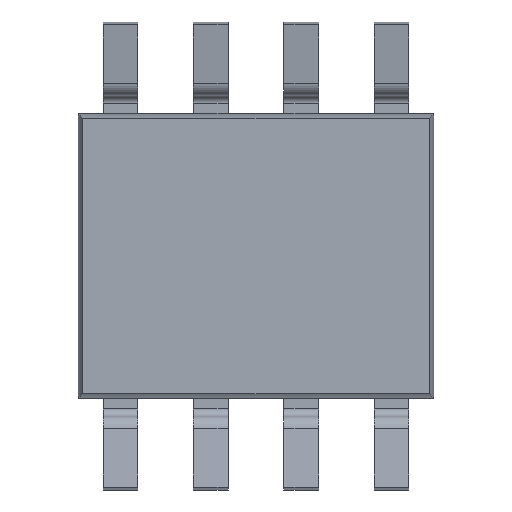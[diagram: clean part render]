
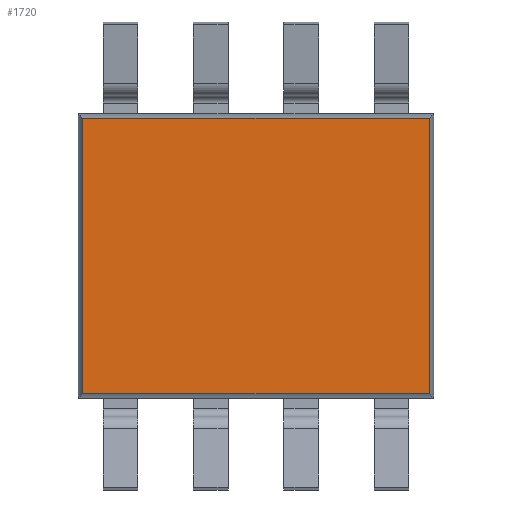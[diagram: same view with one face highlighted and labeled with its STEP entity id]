
A CAD part, front view. The second image highlights one B-rep face of the part: STEP entity #1720.
In plain terms, the highlighted planar face has unit normal (0, -1, 0).
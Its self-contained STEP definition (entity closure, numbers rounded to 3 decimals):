
#142 = EDGE_CURVE ( 'NONE', #4147, #5883, #9300, .T. ) ;
#272 = DIRECTION ( 'NONE',  ( 0., 1., 0. ) ) ;
#559 = CARTESIAN_POINT ( 'NONE',  ( 2.436, 0., -1.936 ) ) ;
#805 = LINE ( 'NONE', #3691, #6073 ) ;
#853 = EDGE_LOOP ( 'NONE', ( #3231, #3576, #3803, #3949 ) ) ;
#1720 = ADVANCED_FACE ( 'NONE', ( #8997 ), #3868, .F. ) ;
#1736 = CARTESIAN_POINT ( 'NONE',  ( 0., 0., 0. ) ) ;
#1871 = CARTESIAN_POINT ( 'NONE',  ( 2.436, 0., 59.45 ) ) ;
#1990 = CARTESIAN_POINT ( 'NONE',  ( 58.95, 0., -1.936 ) ) ;
#2296 = EDGE_CURVE ( 'NONE', #4946, #5883, #8324, .T. ) ;
#2590 = CARTESIAN_POINT ( 'NONE',  ( -2.436, 0., 59.45 ) ) ;
#2663 = VECTOR ( 'NONE', #2844, 1000. ) ;
#2844 = DIRECTION ( 'NONE',  ( 1., 0., 0. ) ) ;
#3001 = VERTEX_POINT ( 'NONE', #3840 ) ;
#3231 = ORIENTED_EDGE ( 'NONE', *, *, #2296, .F. ) ;
#3378 = EDGE_CURVE ( 'NONE', #4946, #3001, #805, .T. ) ;
#3576 = ORIENTED_EDGE ( 'NONE', *, *, #3378, .T. ) ;
#3691 = CARTESIAN_POINT ( 'NONE',  ( 58.95, 0., 1.936 ) ) ;
#3803 = ORIENTED_EDGE ( 'NONE', *, *, #4452, .T. ) ;
#3840 = CARTESIAN_POINT ( 'NONE',  ( -2.436, 0., 1.936 ) ) ;
#3868 = PLANE ( 'NONE',  #8762 ) ;
#3912 = DIRECTION ( 'NONE',  ( 0., 0., 1. ) ) ;
#3949 = ORIENTED_EDGE ( 'NONE', *, *, #142, .T. ) ;
#4147 = VERTEX_POINT ( 'NONE', #8779 ) ;
#4452 = EDGE_CURVE ( 'NONE', #3001, #4147, #9094, .T. ) ;
#4872 = DIRECTION ( 'NONE',  ( 0., 0., -1. ) ) ;
#4946 = VERTEX_POINT ( 'NONE', #5142 ) ;
#5142 = CARTESIAN_POINT ( 'NONE',  ( 2.436, 0., 1.936 ) ) ;
#5156 = VECTOR ( 'NONE', #4872, 1000. ) ;
#5289 = DIRECTION ( 'NONE',  ( 0., 0., -1. ) ) ;
#5883 = VERTEX_POINT ( 'NONE', #559 ) ;
#6073 = VECTOR ( 'NONE', #6579, 1000. ) ;
#6579 = DIRECTION ( 'NONE',  ( -1., 0., 0. ) ) ;
#6775 = VECTOR ( 'NONE', #5289, 1000. ) ;
#8324 = LINE ( 'NONE', #1871, #6775 ) ;
#8762 = AXIS2_PLACEMENT_3D ( 'NONE', #1736, #272, #3912 ) ;
#8779 = CARTESIAN_POINT ( 'NONE',  ( -2.436, 0., -1.936 ) ) ;
#8997 = FACE_OUTER_BOUND ( 'NONE', #853, .T. ) ;
#9094 = LINE ( 'NONE', #2590, #5156 ) ;
#9300 = LINE ( 'NONE', #1990, #2663 ) ;
